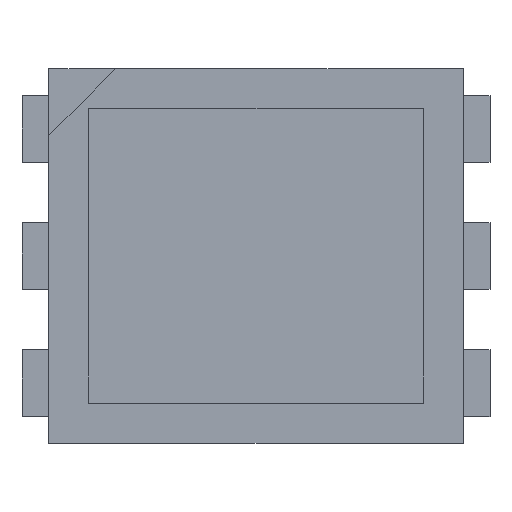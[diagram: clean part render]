
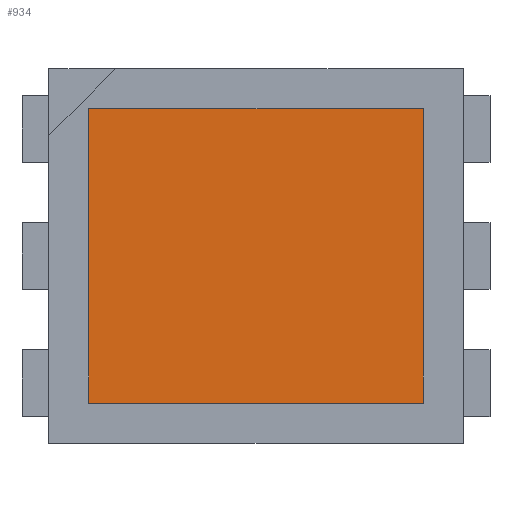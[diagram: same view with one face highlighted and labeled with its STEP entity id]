
A CAD part, top view. The second image highlights one B-rep face of the part: STEP entity #934.
In plain terms, the highlighted planar face has unit normal (0, 0, 1).
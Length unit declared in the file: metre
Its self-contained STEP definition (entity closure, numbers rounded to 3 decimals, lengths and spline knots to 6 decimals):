
#209=ORIENTED_EDGE('',*,*,#354,.T.);
#210=ORIENTED_EDGE('',*,*,#358,.F.);
#211=ORIENTED_EDGE('',*,*,#361,.F.);
#212=ORIENTED_EDGE('',*,*,#363,.T.);
#354=EDGE_CURVE('',#448,#447,#554,.T.);
#358=EDGE_CURVE('',#450,#447,#558,.T.);
#361=EDGE_CURVE('',#452,#450,#561,.T.);
#363=EDGE_CURVE('',#452,#448,#563,.T.);
#447=VERTEX_POINT('',#1559);
#448=VERTEX_POINT('',#1561);
#450=VERTEX_POINT('',#1567);
#452=VERTEX_POINT('',#1573);
#554=LINE('',#1560,#674);
#558=LINE('',#1568,#678);
#561=LINE('',#1574,#681);
#563=LINE('',#1577,#683);
#674=VECTOR('',#1299,1.);
#678=VECTOR('',#1305,1.);
#681=VECTOR('',#1310,1.);
#683=VECTOR('',#1314,1.);
#756=EDGE_LOOP('',(#209,#210,#211,#212));
#816=FACE_BOUND('',#756,.T.);
#876=PLANE('',#1102);
#934=ADVANCED_FACE('',(#816),#876,.T.);
#1102=AXIS2_PLACEMENT_3D('',#1578,#1315,#1316);
#1299=DIRECTION('',(1.,0.,0.));
#1305=DIRECTION('',(0.,-1.,0.));
#1310=DIRECTION('',(1.,0.,0.));
#1314=DIRECTION('',(0.,-1.,0.));
#1315=DIRECTION('',(0.,0.,1.));
#1316=DIRECTION('',(1.,0.,0.));
#1559=CARTESIAN_POINT('',(0.00125,-0.0011,0.00055));
#1560=CARTESIAN_POINT('',(0.,-0.0011,0.00055));
#1561=CARTESIAN_POINT('',(-0.00125,-0.0011,0.00055));
#1567=CARTESIAN_POINT('',(0.00125,0.0011,0.00055));
#1568=CARTESIAN_POINT('',(0.00125,0.0009,0.00055));
#1573=CARTESIAN_POINT('',(-0.00125,0.0011,0.00055));
#1574=CARTESIAN_POINT('',(0.,0.0011,0.00055));
#1577=CARTESIAN_POINT('',(-0.00125,0.0009,0.00055));
#1578=CARTESIAN_POINT('',(0.000068,0.,0.00055));
